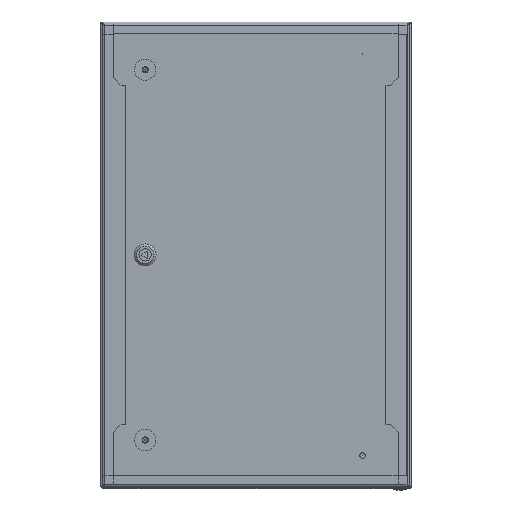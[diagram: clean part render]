
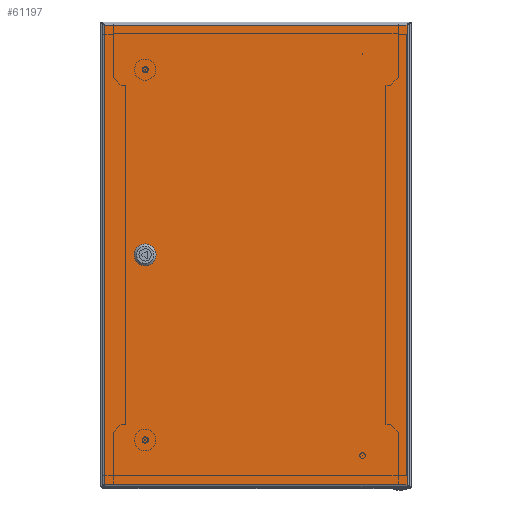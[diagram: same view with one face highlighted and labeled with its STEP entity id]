
A CAD part, top view. The second image highlights one B-rep face of the part: STEP entity #61197.
In plain terms, the highlighted face is planar.
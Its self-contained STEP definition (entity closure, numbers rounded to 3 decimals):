
#694 = ORIENTED_EDGE ( 'NONE', *, *, #41452, .F. ) ;
#848 = DIRECTION ( 'NONE',  ( 1., 0., 0. ) ) ;
#1439 = CARTESIAN_POINT ( 'NONE',  ( -194.8, 1791., -1. ) ) ;
#1526 = AXIS2_PLACEMENT_3D ( 'NONE', #19973, #28083, #24023 ) ;
#1602 = CARTESIAN_POINT ( 'NONE',  ( 194.8, -295.8, -1. ) ) ;
#1611 = EDGE_CURVE ( 'NONE', #40723, #19729, #15897, .T. ) ;
#1723 = EDGE_CURVE ( 'NONE', #36528, #47269, #60648, .T. ) ;
#2734 = CARTESIAN_POINT ( 'NONE',  ( 142.5, 0., -1. ) ) ;
#3303 = DIRECTION ( 'NONE',  ( 1., 0., 0. ) ) ;
#3313 = CARTESIAN_POINT ( 'NONE',  ( 143., 238.5, -1. ) ) ;
#4451 = VECTOR ( 'NONE', #50479, 1000. ) ;
#5249 = DIRECTION ( 'NONE',  ( 0., 0., 1. ) ) ;
#5331 = EDGE_CURVE ( 'NONE', #35497, #35497, #46276, .T. ) ;
#6232 = CARTESIAN_POINT ( 'NONE',  ( 142.5, 0., -1. ) ) ;
#6264 = DIRECTION ( 'NONE',  ( 0., 0., 1. ) ) ;
#6295 = DIRECTION ( 'NONE',  ( 1., 0., 0. ) ) ;
#6613 = DIRECTION ( 'NONE',  ( 0., 0., 1. ) ) ;
#6857 = DIRECTION ( 'NONE',  ( 1., 0., 0. ) ) ;
#6871 = CARTESIAN_POINT ( 'NONE',  ( 132.25, -4.637, -1. ) ) ;
#7675 = FACE_BOUND ( 'NONE', #34081, .T. ) ;
#7913 = CARTESIAN_POINT ( 'NONE',  ( 147.137, -10.25, -1. ) ) ;
#7971 = VECTOR ( 'NONE', #8643, 1000. ) ;
#7992 = FACE_BOUND ( 'NONE', #23156, .T. ) ;
#8643 = DIRECTION ( 'NONE',  ( -1., 0., 0. ) ) ;
#9509 = CARTESIAN_POINT ( 'NONE',  ( -137., -258.5, -1. ) ) ;
#9625 = CARTESIAN_POINT ( 'NONE',  ( 142.5, -238.5, -1. ) ) ;
#10012 = CARTESIAN_POINT ( 'NONE',  ( -137.5, -258.5, -1. ) ) ;
#11062 = EDGE_CURVE ( 'NONE', #34583, #44347, #44141, .T. ) ;
#12130 = DIRECTION ( 'NONE',  ( 0., 0., 1. ) ) ;
#12337 = FACE_BOUND ( 'NONE', #45328, .T. ) ;
#12934 = CARTESIAN_POINT ( 'NONE',  ( 152.75, -4.637, -1. ) ) ;
#13738 = CARTESIAN_POINT ( 'NONE',  ( 137.863, -10.25, -1. ) ) ;
#13847 = AXIS2_PLACEMENT_3D ( 'NONE', #2734, #22357, #25804 ) ;
#14184 = AXIS2_PLACEMENT_3D ( 'NONE', #21405, #46336, #59739 ) ;
#14424 = EDGE_CURVE ( 'NONE', #32048, #32048, #59646, .T. ) ;
#14791 = CARTESIAN_POINT ( 'NONE',  ( 147.137, 10.25, -1. ) ) ;
#14943 = EDGE_CURVE ( 'NONE', #49893, #44347, #52558, .T. ) ;
#15291 = CIRCLE ( 'NONE', #60105, 11.25 ) ;
#15363 = CARTESIAN_POINT ( 'NONE',  ( 147.137, 10.25, -1. ) ) ;
#15897 = CIRCLE ( 'NONE', #37846, 11.25 ) ;
#16397 = DIRECTION ( 'NONE',  ( 0., 0., 1. ) ) ;
#16402 = ORIENTED_EDGE ( 'NONE', *, *, #14424, .T. ) ;
#16470 = VECTOR ( 'NONE', #55050, 1000. ) ;
#16702 = VECTOR ( 'NONE', #44747, 1000. ) ;
#17307 = CARTESIAN_POINT ( 'NONE',  ( 0., 0., -1. ) ) ;
#19729 = VERTEX_POINT ( 'NONE', #52898 ) ;
#19827 = ORIENTED_EDGE ( 'NONE', *, *, #1723, .T. ) ;
#19958 = EDGE_CURVE ( 'NONE', #24057, #55179, #36024, .T. ) ;
#19973 = CARTESIAN_POINT ( 'NONE',  ( -137.5, 258.5, -1. ) ) ;
#20132 = VERTEX_POINT ( 'NONE', #14791 ) ;
#21389 = CARTESIAN_POINT ( 'NONE',  ( 147.137, -10.25, -1. ) ) ;
#21405 = CARTESIAN_POINT ( 'NONE',  ( 142.5, 238.5, -1. ) ) ;
#22357 = DIRECTION ( 'NONE',  ( 0., 0., 1. ) ) ;
#22705 = VECTOR ( 'NONE', #55101, 1000. ) ;
#22994 = VERTEX_POINT ( 'NONE', #6871 ) ;
#23156 = EDGE_LOOP ( 'NONE', ( #16402 ) ) ;
#23745 = EDGE_CURVE ( 'NONE', #42635, #49893, #39149, .T. ) ;
#24023 = DIRECTION ( 'NONE',  ( -1., 0., 0. ) ) ;
#24057 = VERTEX_POINT ( 'NONE', #12934 ) ;
#25804 = DIRECTION ( 'NONE',  ( 1., 0., 0. ) ) ;
#25889 = LINE ( 'NONE', #44898, #4451 ) ;
#26132 = CIRCLE ( 'NONE', #14184, 0.5 ) ;
#26409 = CARTESIAN_POINT ( 'NONE',  ( 152.75, 4.637, -1. ) ) ;
#26625 = ORIENTED_EDGE ( 'NONE', *, *, #19958, .T. ) ;
#27999 = ORIENTED_EDGE ( 'NONE', *, *, #31224, .T. ) ;
#28083 = DIRECTION ( 'NONE',  ( 0., 0., 1. ) ) ;
#28205 = ORIENTED_EDGE ( 'NONE', *, *, #14943, .T. ) ;
#28377 = ORIENTED_EDGE ( 'NONE', *, *, #45479, .T. ) ;
#29416 = LINE ( 'NONE', #15363, #41262 ) ;
#29488 = DIRECTION ( 'NONE',  ( 0., -1., 0. ) ) ;
#29795 = CARTESIAN_POINT ( 'NONE',  ( 194.8, 1791., -1. ) ) ;
#30754 = CARTESIAN_POINT ( 'NONE',  ( 142.5, 0., -1. ) ) ;
#30887 = EDGE_LOOP ( 'NONE', ( #36890, #694, #56441, #28205 ) ) ;
#31224 = EDGE_CURVE ( 'NONE', #55179, #20132, #39087, .T. ) ;
#31288 = EDGE_LOOP ( 'NONE', ( #39383, #28377, #35991, #19827, #35847, #26625, #27999, #35296 ) ) ;
#31663 = DIRECTION ( 'NONE',  ( 0., 0., 1. ) ) ;
#32048 = VERTEX_POINT ( 'NONE', #42330 ) ;
#32319 = CARTESIAN_POINT ( 'NONE',  ( 1492.5, -295.8, -1. ) ) ;
#33743 = CIRCLE ( 'NONE', #13847, 11.25 ) ;
#34081 = EDGE_LOOP ( 'NONE', ( #38926 ) ) ;
#34583 = VERTEX_POINT ( 'NONE', #53029 ) ;
#35285 = CIRCLE ( 'NONE', #59187, 0.5 ) ;
#35296 = ORIENTED_EDGE ( 'NONE', *, *, #39117, .T. ) ;
#35497 = VERTEX_POINT ( 'NONE', #40173 ) ;
#35847 = ORIENTED_EDGE ( 'NONE', *, *, #55865, .T. ) ;
#35991 = ORIENTED_EDGE ( 'NONE', *, *, #47895, .T. ) ;
#36024 = LINE ( 'NONE', #49440, #16470 ) ;
#36074 = LINE ( 'NONE', #40142, #22705 ) ;
#36528 = VERTEX_POINT ( 'NONE', #13738 ) ;
#36890 = ORIENTED_EDGE ( 'NONE', *, *, #11062, .F. ) ;
#37175 = EDGE_CURVE ( 'NONE', #46001, #46001, #26132, .T. ) ;
#37632 = VECTOR ( 'NONE', #50675, 1000. ) ;
#37789 = CARTESIAN_POINT ( 'NONE',  ( -194.8, -295.8, -1. ) ) ;
#37846 = AXIS2_PLACEMENT_3D ( 'NONE', #30754, #16397, #848 ) ;
#38102 = AXIS2_PLACEMENT_3D ( 'NONE', #49591, #6613, #6295 ) ;
#38497 = VERTEX_POINT ( 'NONE', #9509 ) ;
#38926 = ORIENTED_EDGE ( 'NONE', *, *, #5331, .T. ) ;
#39087 = CIRCLE ( 'NONE', #38102, 11.25 ) ;
#39117 = EDGE_CURVE ( 'NONE', #20132, #40723, #29416, .T. ) ;
#39149 = LINE ( 'NONE', #29795, #50604 ) ;
#39383 = ORIENTED_EDGE ( 'NONE', *, *, #1611, .T. ) ;
#40142 = CARTESIAN_POINT ( 'NONE',  ( 132.25, 4.637, -1. ) ) ;
#40173 = CARTESIAN_POINT ( 'NONE',  ( -138., 258.5, -1. ) ) ;
#40723 = VERTEX_POINT ( 'NONE', #55935 ) ;
#41007 = FACE_BOUND ( 'NONE', #47313, .T. ) ;
#41236 = EDGE_CURVE ( 'NONE', #38497, #38497, #35285, .T. ) ;
#41262 = VECTOR ( 'NONE', #57779, 1000. ) ;
#41452 = EDGE_CURVE ( 'NONE', #42635, #34583, #25889, .T. ) ;
#42330 = CARTESIAN_POINT ( 'NONE',  ( 142., -238.5, -1. ) ) ;
#42635 = VERTEX_POINT ( 'NONE', #43999 ) ;
#43999 = CARTESIAN_POINT ( 'NONE',  ( 194.8, 295.8, -1. ) ) ;
#44141 = LINE ( 'NONE', #1439, #16702 ) ;
#44347 = VERTEX_POINT ( 'NONE', #37789 ) ;
#44747 = DIRECTION ( 'NONE',  ( 0., -1., 0. ) ) ;
#44898 = CARTESIAN_POINT ( 'NONE',  ( 1492.5, 295.8, -1. ) ) ;
#45328 = EDGE_LOOP ( 'NONE', ( #52838 ) ) ;
#45479 = EDGE_CURVE ( 'NONE', #19729, #22994, #36074, .T. ) ;
#45995 = PLANE ( 'NONE',  #60855 ) ;
#46001 = VERTEX_POINT ( 'NONE', #3313 ) ;
#46276 = CIRCLE ( 'NONE', #1526, 0.5 ) ;
#46336 = DIRECTION ( 'NONE',  ( 0., 0., 1. ) ) ;
#46736 = ORIENTED_EDGE ( 'NONE', *, *, #41236, .T. ) ;
#47269 = VERTEX_POINT ( 'NONE', #7913 ) ;
#47313 = EDGE_LOOP ( 'NONE', ( #46736 ) ) ;
#47715 = DIRECTION ( 'NONE',  ( 1., 0., 0. ) ) ;
#47895 = EDGE_CURVE ( 'NONE', #22994, #36528, #33743, .T. ) ;
#49440 = CARTESIAN_POINT ( 'NONE',  ( 152.75, 4.637, -1. ) ) ;
#49591 = CARTESIAN_POINT ( 'NONE',  ( 142.5, 0., -1. ) ) ;
#49893 = VERTEX_POINT ( 'NONE', #1602 ) ;
#50479 = DIRECTION ( 'NONE',  ( -1., 0., 0. ) ) ;
#50604 = VECTOR ( 'NONE', #29488, 1000. ) ;
#50675 = DIRECTION ( 'NONE',  ( 1., 0., 0. ) ) ;
#51392 = DIRECTION ( 'NONE',  ( -1., 0., 0. ) ) ;
#52558 = LINE ( 'NONE', #32319, #7971 ) ;
#52838 = ORIENTED_EDGE ( 'NONE', *, *, #37175, .T. ) ;
#52898 = CARTESIAN_POINT ( 'NONE',  ( 132.25, 4.637, -1. ) ) ;
#53029 = CARTESIAN_POINT ( 'NONE',  ( -194.8, 295.8, -1. ) ) ;
#55050 = DIRECTION ( 'NONE',  ( 0., 1., 0. ) ) ;
#55101 = DIRECTION ( 'NONE',  ( 0., -1., 0. ) ) ;
#55179 = VERTEX_POINT ( 'NONE', #26409 ) ;
#55666 = FACE_OUTER_BOUND ( 'NONE', #30887, .T. ) ;
#55865 = EDGE_CURVE ( 'NONE', #47269, #24057, #15291, .T. ) ;
#55935 = CARTESIAN_POINT ( 'NONE',  ( 137.863, 10.25, -1. ) ) ;
#56441 = ORIENTED_EDGE ( 'NONE', *, *, #23745, .T. ) ;
#57779 = DIRECTION ( 'NONE',  ( -1., 0., 0. ) ) ;
#59187 = AXIS2_PLACEMENT_3D ( 'NONE', #10012, #6264, #47715 ) ;
#59646 = CIRCLE ( 'NONE', #60628, 0.5 ) ;
#59739 = DIRECTION ( 'NONE',  ( 1., 0., 0. ) ) ;
#60014 = FACE_BOUND ( 'NONE', #31288, .T. ) ;
#60105 = AXIS2_PLACEMENT_3D ( 'NONE', #6232, #12130, #6857 ) ;
#60628 = AXIS2_PLACEMENT_3D ( 'NONE', #9625, #5249, #51392 ) ;
#60648 = LINE ( 'NONE', #21389, #37632 ) ;
#60855 = AXIS2_PLACEMENT_3D ( 'NONE', #17307, #31663, #3303 ) ;
#61197 = ADVANCED_FACE ( 'NONE', ( #7992, #12337, #7675, #41007, #55666, #60014 ), #45995, .F. ) ;
